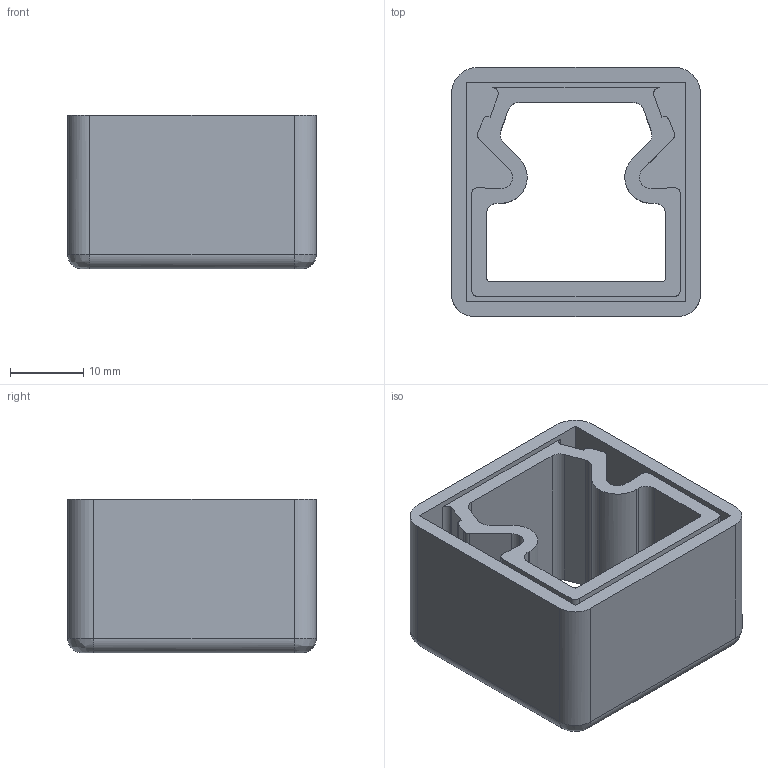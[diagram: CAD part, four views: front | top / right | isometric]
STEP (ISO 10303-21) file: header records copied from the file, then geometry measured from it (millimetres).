
FILE_DESCRIPTION(/* description */ (''),/* implementation_level */ '2;1');
FILE_NAME(/* name */ '6249845',/* time_stamp */ '2016-03-01T11:57:49+01:00',/* author */ (''),/* organization */ (''),/* preprocessor_version */ 'ST-DEVELOPER v15',/* originating_system */ '',/* authorisation */ '');
FILE_SCHEMA (('CONFIG_CONTROL_DESIGN'));
Length unit declared in the file: millimetre
Products named in the file (1): Document
Bounding box: 34 x 34 x 21 mm (x, y, z)
Volume: 10054.1 mm3; surface area: 10960.6 mm2
Topology: 1 solids, 1 shells, 80 faces, 220 edges, 144 vertices
Faces by surface type: bspline 44, plane 36
Entity records: 3026 total; most frequent: CARTESIAN_POINT 1638, ORIENTED_EDGE 440, EDGE_CURVE 220, VERTEX_POINT 144, B_SPLINE_CURVE_WITH_KNOTS 136, EDGE_LOOP 84, ADVANCED_FACE 80, FACE_OUTER_BOUND 80
